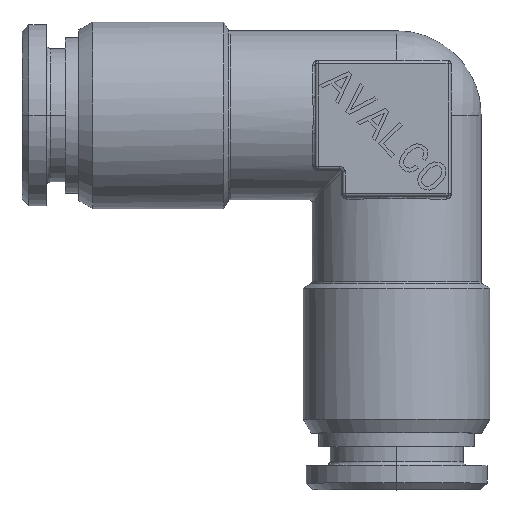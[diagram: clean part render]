
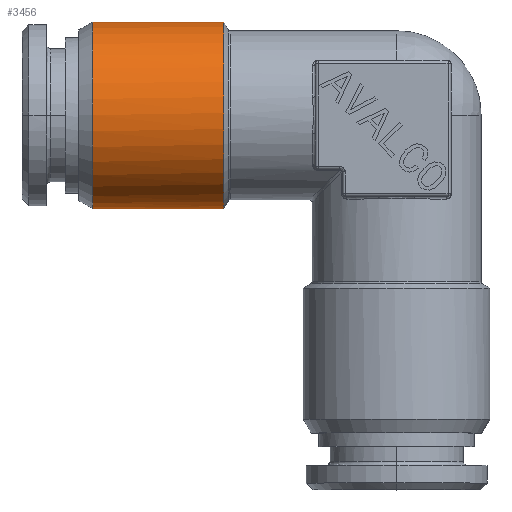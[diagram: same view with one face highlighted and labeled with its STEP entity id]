
A CAD part, top view. The second image highlights one B-rep face of the part: STEP entity #3456.
In plain terms, the highlighted cylindrical face has radius 6.9 mm (diameter 13.8 mm), a partial arc.
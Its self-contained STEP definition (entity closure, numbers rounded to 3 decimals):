
#3202=CARTESIAN_POINT('Axis2P3D Location',(-22.48,0.,0.)) ;
#3206=CARTESIAN_POINT('Vertex',(-22.48,6.9,0.)) ;
#3208=CARTESIAN_POINT('Vertex',(-22.48,-6.9,0.)) ;
#3414=CARTESIAN_POINT('Axis2P3D Location',(-23.575,0.,0.)) ;
#3419=CARTESIAN_POINT('Line Origine',(-23.575,-6.9,0.)) ;
#3423=CARTESIAN_POINT('Vertex',(-12.788,-6.9,0.)) ;
#3427=CARTESIAN_POINT('Control Point',(-12.788,6.9,0.)) ;
#3428=CARTESIAN_POINT('Control Point',(-12.788,6.9,1.084)) ;
#3429=CARTESIAN_POINT('Control Point',(-12.788,6.687,2.168)) ;
#3430=CARTESIAN_POINT('Control Point',(-12.788,6.261,3.196)) ;
#3431=CARTESIAN_POINT('Control Point',(-12.788,5.03,5.03)) ;
#3432=CARTESIAN_POINT('Control Point',(-12.788,3.196,6.261)) ;
#3433=CARTESIAN_POINT('Control Point',(-12.788,2.168,6.687)) ;
#3434=CARTESIAN_POINT('Control Point',(-12.788,0.,7.113)) ;
#3435=CARTESIAN_POINT('Control Point',(-12.788,-2.168,6.687)) ;
#3436=CARTESIAN_POINT('Control Point',(-12.788,-3.196,6.261)) ;
#3437=CARTESIAN_POINT('Control Point',(-12.788,-5.03,5.03)) ;
#3438=CARTESIAN_POINT('Control Point',(-12.788,-6.261,3.196)) ;
#3439=CARTESIAN_POINT('Control Point',(-12.788,-6.687,2.168)) ;
#3440=CARTESIAN_POINT('Control Point',(-12.788,-6.9,1.084)) ;
#3441=CARTESIAN_POINT('Control Point',(-12.788,-6.9,0.)) ;
#3442=CARTESIAN_POINT('Vertex',(-12.788,6.9,0.)) ;
#3445=CARTESIAN_POINT('Line Origine',(-23.575,6.9,0.)) ;
#3203=DIRECTION('Axis2P3D Direction',(1.,0.,0.)) ;
#3415=DIRECTION('Axis2P3D Direction',(1.,0.,0.)) ;
#3416=DIRECTION('Axis2P3D XDirection',(0.,1.,0.)) ;
#3420=DIRECTION('Vector Direction',(1.,0.,0.)) ;
#3446=DIRECTION('Vector Direction',(1.,0.,0.)) ;
#3204=AXIS2_PLACEMENT_3D('Circle Axis2P3D',#3202,#3203,$) ;
#3417=AXIS2_PLACEMENT_3D('Cylinder Axis2P3D',#3414,#3415,#3416) ;
#3451=ORIENTED_EDGE('',*,*,#3210,.T.) ;
#3452=ORIENTED_EDGE('',*,*,#3425,.T.) ;
#3453=ORIENTED_EDGE('',*,*,#3444,.F.) ;
#3454=ORIENTED_EDGE('',*,*,#3449,.T.) ;
#3421=VECTOR('Line Direction',#3420,1.) ;
#3447=VECTOR('Line Direction',#3446,1.) ;
#3456=ADVANCED_FACE('MANIFOLD_SOLID_BREP #5974',(#3455),#3418,.T.) ;
#3426=B_SPLINE_CURVE_WITH_KNOTS('',5,(#3427,#3428,#3429,#3430,#3431,#3432,#3433,#3434,#3435,#3436,#3437,#3438,#3439,#3440,#3441),.UNSPECIFIED.,.F.,.U.,(6,3,3,3,6),(-10.838,-5.419,0.,5.419,10.838),.UNSPECIFIED.) ;
#3205=CIRCLE('generated circle',#3204,6.9) ;
#3418=CYLINDRICAL_SURFACE('generated cylinder',#3417,6.9) ;
#3210=EDGE_CURVE('',#3207,#3209,#3205,.T.) ;
#3425=EDGE_CURVE('',#3209,#3424,#3422,.T.) ;
#3444=EDGE_CURVE('',#3443,#3424,#3426,.T.) ;
#3449=EDGE_CURVE('',#3443,#3207,#3448,.F.) ;
#3450=EDGE_LOOP('',(#3451,#3452,#3453,#3454)) ;
#3455=FACE_OUTER_BOUND('',#3450,.T.) ;
#3422=LINE('Line',#3419,#3421) ;
#3448=LINE('Line',#3445,#3447) ;
#3207=VERTEX_POINT('',#3206) ;
#3209=VERTEX_POINT('',#3208) ;
#3424=VERTEX_POINT('',#3423) ;
#3443=VERTEX_POINT('',#3442) ;
